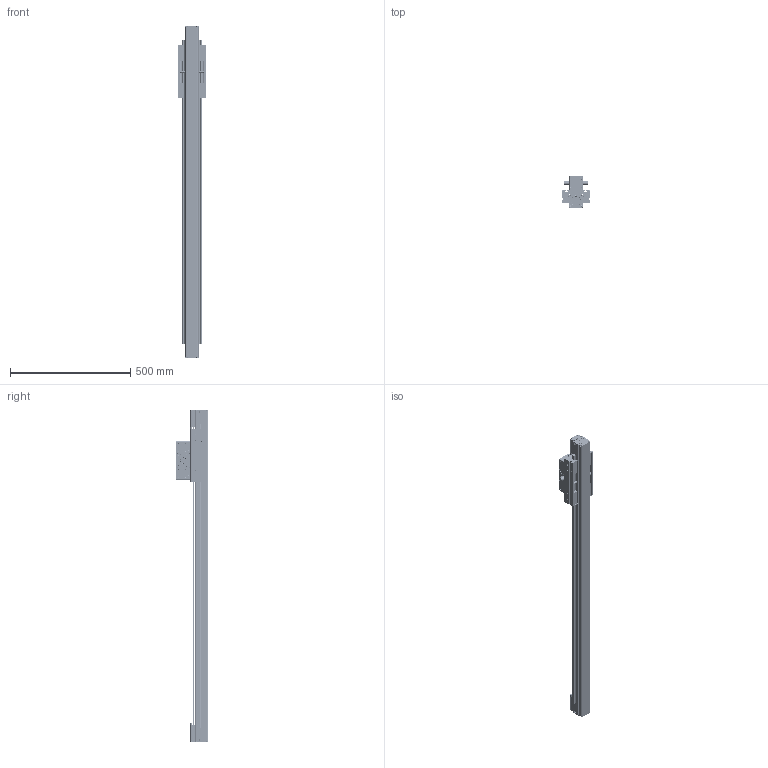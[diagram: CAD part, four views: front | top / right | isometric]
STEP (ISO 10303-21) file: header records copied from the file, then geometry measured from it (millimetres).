
FILE_DESCRIPTION (( 'STEP AP214' ), '1' );
FILE_NAME ('MTZ55S-1000-D6.STEP', '2023-03-14T09:58:07', ( '' ), ( '' ), 'SwSTEP 2.0', 'SolidWorks 2021', '' );
FILE_SCHEMA (( 'AUTOMOTIVE_DESIGN' ));
Length unit declared in the file: millimetre
Products named in the file (28): A1A001L-0356; A7W012A; VTCEZ0,40-008_ISO 4762 M4 x 8 - 8C-Z; A1D006LF; A1G006-0262_A1G006-0262; A7B101-0425; VTCEZ0,50-025_ISO 4762 M5 x 25 - 25C-Z; A7X011V; ISO 4762 M4 x 14 - 14C-Z_ISO 4762 M4 x 14 - 14C-Z; VTREZ0,50-012_DIN 7984 - M5 x 12 - 12C-Z; A7Y002-D16; A7W005A; CSR-16005-2RS; VTCEZ0,80-030_ISO 4762 M8 x 30 - 30C-Z; DTM05-M4; SCHZ-4; VTCEZ0,40-016_ISO 4762 M4 x 16 - 16C-Z; A7PRM01-F16; A7W013A; A7Y001; SGF47_Circlip DIN 472 - 47 x 1.75; TAP-M4; VTSTA0,30-008; VSTCE0,50-003_ISO 4026 - M5 x 3-C; STOPPER-D10-M4; MTZ55S-1000-D6; A1Y006; A7W010A
Assembly tree (244 placements, depth 3):
  MTZ55S-1000-D6
    A1A001L-0356
    A7W005A  x2
    A7W012A  x2
    A7PRM01-F16
      A7W010A
      SGF47_Circlip DIN 472 - 47 x 1.75  x2
      CSR-16005-2RS  x2
      A7Y002-D16
      A7Y001  x2
      VTREZ0,50-012_DIN 7984 - M5 x 12 - 12C-Z  x2
      VSTCE0,50-003_ISO 4026 - M5 x 3-C  x2
    VTCEZ0,50-025_ISO 4762 M5 x 25 - 25C-Z  x8
    VTCEZ0,40-016_ISO 4762 M4 x 16 - 16C-Z  x4
    VTCEZ0,80-030_ISO 4762 M8 x 30 - 30C-Z  x2
    A7B101-0425
    STOPPER-D10-M4  x4
    A7W013A
    A7X011V  x2
    A1D006LF  x4
    A1G006-0262_A1G006-0262  x2
    A1Y006  x2
    VTSTA0,30-008  x10
    ISO 4762 M4 x 14 - 14C-Z_ISO 4762 M4 x 14 - 14C-Z  x42
    DTM05-M4  x42
    VTCEZ0,40-008_ISO 4762 M4 x 8 - 8C-Z  x18
    SCHZ-4  x42
    TAP-M4  x42
Bounding box: 120 x 133 x 1380 mm (x, y, z)
Volume: 3253924 mm3; surface area: 1356261.9 mm2
Topology: 289 solids, 293 shells, 7027 faces, 17293 edges, 10564 vertices
Faces by surface type: plane 2592, cylinder 2441, cone 1522, bspline 472
Entity records: 71974 total; most frequent: CARTESIAN_POINT 10350, DIRECTION 9430, ORIENTED_EDGE 8074, EDGE_CURVE 4037, AXIS2_PLACEMENT_3D 3560, VERTEX_POINT 2588, LINE 2310, VECTOR 2310
